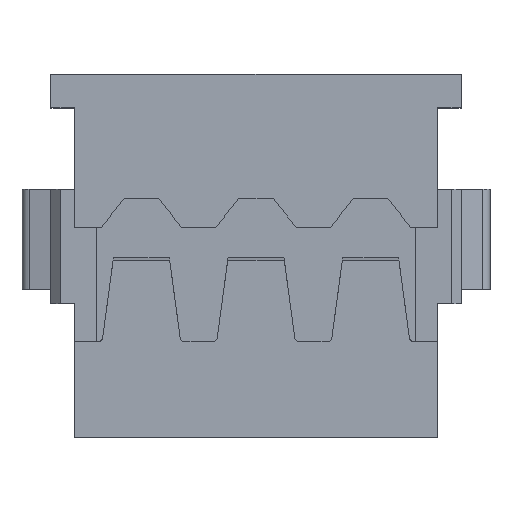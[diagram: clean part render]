
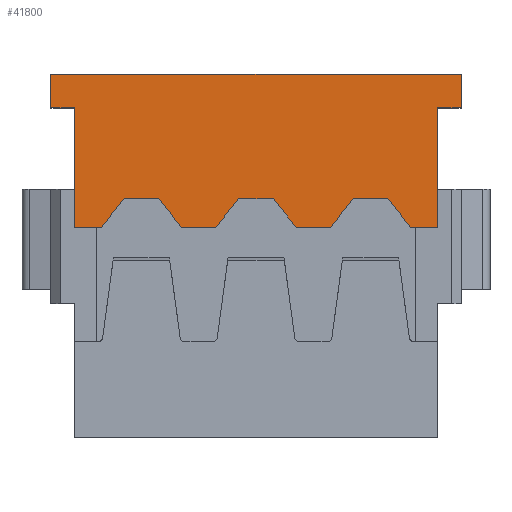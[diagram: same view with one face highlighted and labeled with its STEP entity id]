
A CAD part, top view. The second image highlights one B-rep face of the part: STEP entity #41800.
In plain terms, the highlighted planar face has unit normal (0, 0, 1).
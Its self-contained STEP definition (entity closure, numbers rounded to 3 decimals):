
#280=CARTESIAN_POINT('',(0.,-0.35,0.));
#290=VERTEX_POINT('',#280);
#320=CARTESIAN_POINT('',(0.,-0.35,0.));
#330=DIRECTION('',(1.,0.,0.));
#340=VECTOR('',#330,0.25);
#350=LINE('',#320,#340);
#360=CARTESIAN_POINT('',(0.25,-0.35,0.));
#370=VERTEX_POINT('',#360);
#380=EDGE_CURVE('',#290,#370,#350,.T.);
#1320=CARTESIAN_POINT('',(4.3,0.,0.));
#1330=VERTEX_POINT('',#1320);
#1360=CARTESIAN_POINT('',(7.9,0.,0.));
#1370=DIRECTION('',(-1.,0.,0.));
#1380=VECTOR('',#1370,12.7);
#1390=LINE('',#1360,#1380);
#1400=CARTESIAN_POINT('',(0.,0.,0.));
#1410=VERTEX_POINT('',#1400);
#1420=EDGE_CURVE('',#1330,#1410,#1390,.T.);
#2380=CARTESIAN_POINT('',(0.,0.,0.));
#2390=DIRECTION('',(0.,-1.,0.));
#2400=VECTOR('',#2390,0.35);
#2410=LINE('',#2380,#2400);
#2420=EDGE_CURVE('',#1410,#290,#2410,.T.);
#18310=CARTESIAN_POINT('',(0.77,-1.3,0.));
#18320=VERTEX_POINT('',#18310);
#18400=CARTESIAN_POINT('',(0.53,-1.6,0.));
#18410=VERTEX_POINT('',#18400);
#18440=CARTESIAN_POINT('',(0.53,-1.6,0.));
#18450=DIRECTION('',(0.625,0.781,0.));
#18460=VECTOR('',#18450,0.384);
#18470=LINE('',#18440,#18460);
#18480=EDGE_CURVE('',#18410,#18320,#18470,.T.);
#18620=CARTESIAN_POINT('',(1.13,-1.3,0.));
#18630=VERTEX_POINT('',#18620);
#18660=CARTESIAN_POINT('',(1.13,-1.3,0.));
#18670=DIRECTION('',(0.625,-0.781,0.));
#18680=VECTOR('',#18670,0.384);
#18690=LINE('',#18660,#18680);
#18700=CARTESIAN_POINT('',(1.37,-1.6,0.));
#18710=VERTEX_POINT('',#18700);
#18720=EDGE_CURVE('',#18630,#18710,#18690,.T.);
#18900=CARTESIAN_POINT('',(1.37,-1.6,0.));
#18910=DIRECTION('',(1.,0.,0.));
#18920=VECTOR('',#18910,0.36);
#18930=LINE('',#18900,#18920);
#18940=CARTESIAN_POINT('',(1.73,-1.6,0.));
#18950=VERTEX_POINT('',#18940);
#18960=EDGE_CURVE('',#18710,#18950,#18930,.T.);
#19450=CARTESIAN_POINT('',(0.77,-1.3,0.));
#19460=DIRECTION('',(1.,0.,0.));
#19470=VECTOR('',#19460,0.36);
#19480=LINE('',#19450,#19470);
#19490=EDGE_CURVE('',#18320,#18630,#19480,.T.);
#19810=CARTESIAN_POINT('',(0.25,-1.6,0.));
#19820=VERTEX_POINT('',#19810);
#19850=CARTESIAN_POINT('',(0.53,-1.6,0.));
#19860=DIRECTION('',(-1.,0.,0.));
#19870=VECTOR('',#19860,0.28);
#19880=LINE('',#19850,#19870);
#19890=EDGE_CURVE('',#18410,#19820,#19880,.T.);
#21150=CARTESIAN_POINT('',(0.25,-1.6,0.));
#21160=DIRECTION('',(0.,1.,0.));
#21170=VECTOR('',#21160,1.25);
#21180=LINE('',#21150,#21170);
#21190=EDGE_CURVE('',#19820,#370,#21180,.T.);
#38520=CARTESIAN_POINT('',(1.97,-1.3,0.));
#38530=DIRECTION('',(-0.625,-0.781,0.));
#38540=VECTOR('',#38530,0.384);
#38550=LINE('',#38520,#38540);
#38560=CARTESIAN_POINT('',(1.97,-1.3,0.));
#38570=VERTEX_POINT('',#38560);
#38580=EDGE_CURVE('',#38570,#18950,#38550,.T.);
#38790=CARTESIAN_POINT('',(2.93,-1.6,0.));
#38800=VERTEX_POINT('',#38790);
#38830=CARTESIAN_POINT('',(3.17,-1.3,0.));
#38840=DIRECTION('',(-0.625,-0.781,0.));
#38850=VECTOR('',#38840,0.384);
#38860=LINE('',#38830,#38850);
#38870=CARTESIAN_POINT('',(3.17,-1.3,0.));
#38880=VERTEX_POINT('',#38870);
#38890=EDGE_CURVE('',#38880,#38800,#38860,.T.);
#39100=CARTESIAN_POINT('',(3.53,-1.3,0.));
#39110=VERTEX_POINT('',#39100);
#39140=CARTESIAN_POINT('',(3.77,-1.6,0.));
#39150=DIRECTION('',(-0.625,0.781,0.));
#39160=VECTOR('',#39150,0.384);
#39170=LINE('',#39140,#39160);
#39180=CARTESIAN_POINT('',(3.77,-1.6,0.));
#39190=VERTEX_POINT('',#39180);
#39200=EDGE_CURVE('',#39190,#39110,#39170,.T.);
#40530=CARTESIAN_POINT('',(4.05,-1.6,0.));
#40540=VERTEX_POINT('',#40530);
#40570=CARTESIAN_POINT('',(4.05,-1.6,0.));
#40580=DIRECTION('',(0.,1.,0.));
#40590=VECTOR('',#40580,1.25);
#40600=LINE('',#40570,#40590);
#40610=CARTESIAN_POINT('',(4.05,-0.35,0.));
#40620=VERTEX_POINT('',#40610);
#40630=EDGE_CURVE('',#40540,#40620,#40600,.T.);
#40820=CARTESIAN_POINT('',(3.77,-1.6,0.));
#40830=DIRECTION('',(1.,0.,0.));
#40840=VECTOR('',#40830,0.28);
#40850=LINE('',#40820,#40840);
#40860=EDGE_CURVE('',#39190,#40540,#40850,.T.);
#41170=CARTESIAN_POINT('',(4.3,0.,0.));
#41180=DIRECTION('',(-0.,-0.,-1.));
#41190=DIRECTION('',(0.,-1.,0.));
#41200=AXIS2_PLACEMENT_3D('',#41170,#41180,#41190);
#41210=PLANE('',#41200);
#41220=ORIENTED_EDGE('',*,*,#18720,.T.);
#41230=ORIENTED_EDGE('',*,*,#19490,.T.);
#41240=ORIENTED_EDGE('',*,*,#18480,.T.);
#41250=ORIENTED_EDGE('',*,*,#19890,.F.);
#41260=ORIENTED_EDGE('',*,*,#21190,.F.);
#41270=ORIENTED_EDGE('',*,*,#380,.T.);
#41280=ORIENTED_EDGE('',*,*,#2420,.T.);
#41290=ORIENTED_EDGE('',*,*,#1420,.T.);
#41300=CARTESIAN_POINT('',(4.3,0.,0.));
#41310=DIRECTION('',(0.,-1.,0.));
#41320=VECTOR('',#41310,0.35);
#41330=LINE('',#41300,#41320);
#41340=CARTESIAN_POINT('',(4.3,-0.35,0.));
#41350=VERTEX_POINT('',#41340);
#41360=EDGE_CURVE('',#1330,#41350,#41330,.T.);
#41370=ORIENTED_EDGE('',*,*,#41360,.F.);
#41380=CARTESIAN_POINT('',(4.3,-0.35,0.));
#41390=DIRECTION('',(-1.,0.,0.));
#41400=VECTOR('',#41390,0.25);
#41410=LINE('',#41380,#41400);
#41420=EDGE_CURVE('',#41350,#40620,#41410,.T.);
#41430=ORIENTED_EDGE('',*,*,#41420,.F.);
#41440=ORIENTED_EDGE('',*,*,#40630,.T.);
#41450=ORIENTED_EDGE('',*,*,#40860,.T.);
#41460=ORIENTED_EDGE('',*,*,#39200,.F.);
#41470=CARTESIAN_POINT('',(3.53,-1.3,0.));
#41480=DIRECTION('',(-1.,0.,0.));
#41490=VECTOR('',#41480,0.36);
#41500=LINE('',#41470,#41490);
#41510=EDGE_CURVE('',#39110,#38880,#41500,.T.);
#41520=ORIENTED_EDGE('',*,*,#41510,.F.);
#41530=ORIENTED_EDGE('',*,*,#38890,.F.);
#41540=CARTESIAN_POINT('',(2.57,-1.6,0.));
#41550=DIRECTION('',(1.,0.,0.));
#41560=VECTOR('',#41550,0.36);
#41570=LINE('',#41540,#41560);
#41580=CARTESIAN_POINT('',(2.57,-1.6,0.));
#41590=VERTEX_POINT('',#41580);
#41600=EDGE_CURVE('',#41590,#38800,#41570,.T.);
#41610=ORIENTED_EDGE('',*,*,#41600,.T.);
#41620=CARTESIAN_POINT('',(2.57,-1.6,0.));
#41630=DIRECTION('',(-0.625,0.781,0.));
#41640=VECTOR('',#41630,0.384);
#41650=LINE('',#41620,#41640);
#41660=CARTESIAN_POINT('',(2.33,-1.3,0.));
#41670=VERTEX_POINT('',#41660);
#41680=EDGE_CURVE('',#41590,#41670,#41650,.T.);
#41690=ORIENTED_EDGE('',*,*,#41680,.F.);
#41700=CARTESIAN_POINT('',(2.33,-1.3,0.));
#41710=DIRECTION('',(-1.,0.,0.));
#41720=VECTOR('',#41710,0.36);
#41730=LINE('',#41700,#41720);
#41740=EDGE_CURVE('',#41670,#38570,#41730,.T.);
#41750=ORIENTED_EDGE('',*,*,#41740,.F.);
#41760=ORIENTED_EDGE('',*,*,#38580,.F.);
#41770=ORIENTED_EDGE('',*,*,#18960,.T.);
#41780=EDGE_LOOP('',(#41770,#41760,#41750,#41690,#41610,#41530,#41520,
#41460,#41450,#41440,#41430,#41370,#41290,#41280,#41270,#41260,#41250,
#41240,#41230,#41220));
#41790=FACE_OUTER_BOUND('',#41780,.T.);
#41800=ADVANCED_FACE('',(#41790),#41210,.F.);
